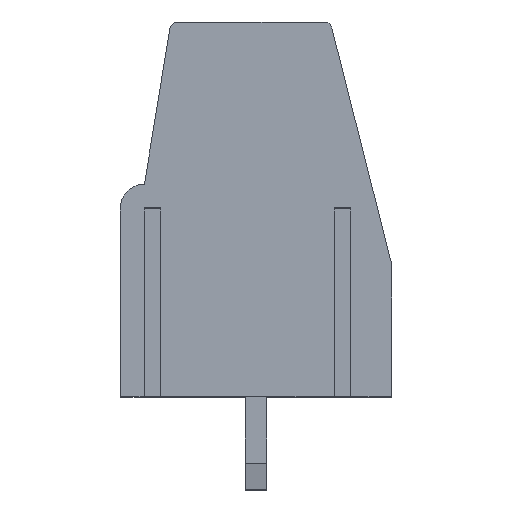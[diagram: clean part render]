
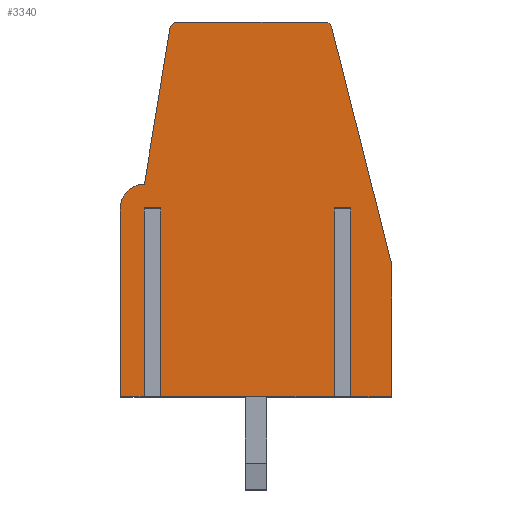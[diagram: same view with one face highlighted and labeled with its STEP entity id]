
A CAD part, top view. The second image highlights one B-rep face of the part: STEP entity #3340.
In plain terms, the highlighted planar face has unit normal (0, 0, 1).
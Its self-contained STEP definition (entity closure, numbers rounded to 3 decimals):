
#3 = CARTESIAN_POINT ( 'NONE',  ( 8.66, 0., -2.54 ) ) ;
#7 = CARTESIAN_POINT ( 'NONE',  ( 10.2, 0., -2.54 ) ) ;
#14 = CARTESIAN_POINT ( 'NONE',  ( 0., 7.1, -2.54 ) ) ;
#27 = EDGE_CURVE ( 'NONE', #3265, #1726, #1126, .T. ) ;
#31 = DIRECTION ( 'NONE',  ( -1., 0., 0. ) ) ;
#33 = VERTEX_POINT ( 'NONE', #7 ) ;
#58 = ORIENTED_EDGE ( 'NONE', *, *, #1717, .F. ) ;
#93 = CARTESIAN_POINT ( 'NONE',  ( 10.2, 5., -2.54 ) ) ;
#139 = CARTESIAN_POINT ( 'NONE',  ( 0., 0., -2.54 ) ) ;
#166 = EDGE_CURVE ( 'NONE', #1988, #33, #2459, .T. ) ;
#171 = LINE ( 'NONE', #756, #2671 ) ;
#203 = VECTOR ( 'NONE', #1569, 1000. ) ;
#244 = DIRECTION ( 'NONE',  ( -1., 0., 0. ) ) ;
#266 = ORIENTED_EDGE ( 'NONE', *, *, #508, .F. ) ;
#329 = CARTESIAN_POINT ( 'NONE',  ( 10.2, 0., -2.54 ) ) ;
#363 = ORIENTED_EDGE ( 'NONE', *, *, #971, .F. ) ;
#377 = VERTEX_POINT ( 'NONE', #2765 ) ;
#394 = DIRECTION ( 'NONE',  ( -1., 0., 0. ) ) ;
#431 = CARTESIAN_POINT ( 'NONE',  ( 8.66, 7.1, -2.54 ) ) ;
#434 = VECTOR ( 'NONE', #1510, 1000. ) ;
#467 = CARTESIAN_POINT ( 'NONE',  ( 1.859, 13.849, -2.54 ) ) ;
#475 = VERTEX_POINT ( 'NONE', #2365 ) ;
#508 = EDGE_CURVE ( 'NONE', #33, #3097, #2078, .T. ) ;
#574 = VERTEX_POINT ( 'NONE', #2938 ) ;
#579 = FACE_OUTER_BOUND ( 'NONE', #2872, .T. ) ;
#589 = CARTESIAN_POINT ( 'NONE',  ( 1.9, 14.1, -2.54 ) ) ;
#647 = ORIENTED_EDGE ( 'NONE', *, *, #2712, .T. ) ;
#682 = CARTESIAN_POINT ( 'NONE',  ( 8.66, 7.1, -2.54 ) ) ;
#692 = DIRECTION ( 'NONE',  ( 1., 0., 0. ) ) ;
#721 = CARTESIAN_POINT ( 'NONE',  ( 7.9, 14.1, -2.54 ) ) ;
#756 = CARTESIAN_POINT ( 'NONE',  ( 1.51, 66.33, -2.54 ) ) ;
#758 = LINE ( 'NONE', #3223, #1484 ) ;
#776 = ORIENTED_EDGE ( 'NONE', *, *, #1327, .F. ) ;
#816 = ORIENTED_EDGE ( 'NONE', *, *, #1634, .F. ) ;
#855 = DIRECTION ( 'NONE',  ( 0., 0., -1. ) ) ;
#890 = DIRECTION ( 'NONE',  ( -1., 0., 0. ) ) ;
#896 = LINE ( 'NONE', #2588, #2904 ) ;
#914 = CIRCLE ( 'NONE', #3150, 0.3 ) ;
#934 = ORIENTED_EDGE ( 'NONE', *, *, #1676, .T. ) ;
#935 = DIRECTION ( 'NONE',  ( -1., 0., 0. ) ) ;
#957 = CARTESIAN_POINT ( 'NONE',  ( 0.9, 7.1, -2.54 ) ) ;
#971 = EDGE_CURVE ( 'NONE', #3336, #574, #1621, .T. ) ;
#979 = CARTESIAN_POINT ( 'NONE',  ( 10.2, 5., -2.54 ) ) ;
#1036 = ORIENTED_EDGE ( 'NONE', *, *, #3028, .F. ) ;
#1126 = LINE ( 'NONE', #589, #2410 ) ;
#1151 = ORIENTED_EDGE ( 'NONE', *, *, #2997, .F. ) ;
#1184 = VECTOR ( 'NONE', #2198, 1000. ) ;
#1220 = CARTESIAN_POINT ( 'NONE',  ( 2.155, 14.1, -2.54 ) ) ;
#1229 = VERTEX_POINT ( 'NONE', #682 ) ;
#1262 = LINE ( 'NONE', #1316, #2558 ) ;
#1264 = VERTEX_POINT ( 'NONE', #2882 ) ;
#1316 = CARTESIAN_POINT ( 'NONE',  ( 0.9, 8., -2.54 ) ) ;
#1327 = EDGE_CURVE ( 'NONE', #475, #1617, #1262, .T. ) ;
#1359 = VECTOR ( 'NONE', #2811, 1000. ) ;
#1372 = CARTESIAN_POINT ( 'NONE',  ( 8.04, 0., -2.54 ) ) ;
#1381 = VERTEX_POINT ( 'NONE', #1794 ) ;
#1400 = DIRECTION ( 'NONE',  ( 0., 0., 1. ) ) ;
#1484 = VECTOR ( 'NONE', #3188, 1000. ) ;
#1510 = DIRECTION ( 'NONE',  ( 0., -1., 0. ) ) ;
#1525 = DIRECTION ( 'NONE',  ( 0., 1., 0. ) ) ;
#1543 = DIRECTION ( 'NONE',  ( 0.162, 0.987, 0. ) ) ;
#1569 = DIRECTION ( 'NONE',  ( -1., 0., 0. ) ) ;
#1617 = VERTEX_POINT ( 'NONE', #467 ) ;
#1621 = LINE ( 'NONE', #2478, #1184 ) ;
#1634 = EDGE_CURVE ( 'NONE', #1264, #3336, #3153, .T. ) ;
#1676 = EDGE_CURVE ( 'NONE', #2250, #574, #171, .T. ) ;
#1717 = EDGE_CURVE ( 'NONE', #2331, #475, #2790, .T. ) ;
#1726 = VERTEX_POINT ( 'NONE', #2693 ) ;
#1734 = CARTESIAN_POINT ( 'NONE',  ( 2.155, 13.8, -2.54 ) ) ;
#1751 = VECTOR ( 'NONE', #890, 1000. ) ;
#1779 = LINE ( 'NONE', #139, #1875 ) ;
#1794 = CARTESIAN_POINT ( 'NONE',  ( 7.957, 13.874, -2.54 ) ) ;
#1798 = CARTESIAN_POINT ( 'NONE',  ( 1.51, 7.1, -2.54 ) ) ;
#1808 = CARTESIAN_POINT ( 'NONE',  ( 0.89, 0., -2.54 ) ) ;
#1820 = EDGE_CURVE ( 'NONE', #3045, #1976, #2793, .T. ) ;
#1832 = ORIENTED_EDGE ( 'NONE', *, *, #2048, .F. ) ;
#1843 = LINE ( 'NONE', #721, #2064 ) ;
#1875 = VECTOR ( 'NONE', #1525, 1000. ) ;
#1886 = DIRECTION ( 'NONE',  ( 1., 0., 0. ) ) ;
#1976 = VERTEX_POINT ( 'NONE', #3165 ) ;
#1988 = VERTEX_POINT ( 'NONE', #93 ) ;
#2048 = EDGE_CURVE ( 'NONE', #2250, #377, #896, .T. ) ;
#2057 = DIRECTION ( 'NONE',  ( 0., 0., -1. ) ) ;
#2058 = DIRECTION ( 'NONE',  ( 0.245, -0.97, 0. ) ) ;
#2064 = VECTOR ( 'NONE', #2058, 1000. ) ;
#2078 = LINE ( 'NONE', #2394, #3399 ) ;
#2098 = EDGE_CURVE ( 'NONE', #3265, #1617, #2566, .T. ) ;
#2169 = CARTESIAN_POINT ( 'NONE',  ( 7.666, 13.8, -2.54 ) ) ;
#2198 = DIRECTION ( 'NONE',  ( -1., 0., 0. ) ) ;
#2250 = VERTEX_POINT ( 'NONE', #1798 ) ;
#2331 = VERTEX_POINT ( 'NONE', #14 ) ;
#2357 = ORIENTED_EDGE ( 'NONE', *, *, #2098, .T. ) ;
#2365 = CARTESIAN_POINT ( 'NONE',  ( 0.9, 8., -2.54 ) ) ;
#2394 = CARTESIAN_POINT ( 'NONE',  ( 10.2, 0., -2.54 ) ) ;
#2410 = VECTOR ( 'NONE', #1886, 1000. ) ;
#2421 = ORIENTED_EDGE ( 'NONE', *, *, #3039, .F. ) ;
#2459 = LINE ( 'NONE', #979, #2650 ) ;
#2478 = CARTESIAN_POINT ( 'NONE',  ( 10.2, 0., -2.54 ) ) ;
#2548 = ORIENTED_EDGE ( 'NONE', *, *, #27, .F. ) ;
#2558 = VECTOR ( 'NONE', #1543, 1000. ) ;
#2566 = CIRCLE ( 'NONE', #3144, 0.3 ) ;
#2588 = CARTESIAN_POINT ( 'NONE',  ( 1.51, 7.1, -2.54 ) ) ;
#2610 = DIRECTION ( 'NONE',  ( 0., -1., 0. ) ) ;
#2619 = DIRECTION ( 'NONE',  ( 0., 0., 1. ) ) ;
#2622 = AXIS2_PLACEMENT_3D ( 'NONE', #957, #2057, #692 ) ;
#2648 = DIRECTION ( 'NONE',  ( -1., 0., 0. ) ) ;
#2650 = VECTOR ( 'NONE', #3252, 1000. ) ;
#2671 = VECTOR ( 'NONE', #2610, 1000. ) ;
#2693 = CARTESIAN_POINT ( 'NONE',  ( 7.666, 14.1, -2.54 ) ) ;
#2712 = EDGE_CURVE ( 'NONE', #1381, #1726, #914, .T. ) ;
#2765 = CARTESIAN_POINT ( 'NONE',  ( 0.89, 7.1, -2.54 ) ) ;
#2788 = LINE ( 'NONE', #2827, #1359 ) ;
#2790 = CIRCLE ( 'NONE', #2622, 0.9 ) ;
#2793 = LINE ( 'NONE', #329, #1751 ) ;
#2797 = PLANE ( 'NONE',  #3452 ) ;
#2811 = DIRECTION ( 'NONE',  ( 0., -1., 0. ) ) ;
#2827 = CARTESIAN_POINT ( 'NONE',  ( 8.66, 66.33, -2.54 ) ) ;
#2854 = EDGE_CURVE ( 'NONE', #1229, #3097, #2788, .T. ) ;
#2872 = EDGE_LOOP ( 'NONE', ( #1832, #934, #363, #816, #3107, #3283, #266, #3405, #2421, #647, #2548, #2357, #776, #58, #1151, #3430, #1036 ) ) ;
#2882 = CARTESIAN_POINT ( 'NONE',  ( 8.04, 7.1, -2.54 ) ) ;
#2904 = VECTOR ( 'NONE', #935, 1000. ) ;
#2938 = CARTESIAN_POINT ( 'NONE',  ( 1.51, 0., -2.54 ) ) ;
#2946 = EDGE_CURVE ( 'NONE', #1229, #1264, #3172, .T. ) ;
#2997 = EDGE_CURVE ( 'NONE', #1976, #2331, #1779, .T. ) ;
#3028 = EDGE_CURVE ( 'NONE', #377, #3045, #758, .T. ) ;
#3039 = EDGE_CURVE ( 'NONE', #1381, #1988, #1843, .T. ) ;
#3045 = VERTEX_POINT ( 'NONE', #1808 ) ;
#3097 = VERTEX_POINT ( 'NONE', #3 ) ;
#3107 = ORIENTED_EDGE ( 'NONE', *, *, #2946, .F. ) ;
#3144 = AXIS2_PLACEMENT_3D ( 'NONE', #1734, #2619, #394 ) ;
#3150 = AXIS2_PLACEMENT_3D ( 'NONE', #2169, #1400, #244 ) ;
#3153 = LINE ( 'NONE', #3206, #434 ) ;
#3165 = CARTESIAN_POINT ( 'NONE',  ( 0., 0., -2.54 ) ) ;
#3172 = LINE ( 'NONE', #431, #203 ) ;
#3188 = DIRECTION ( 'NONE',  ( 0., -1., 0. ) ) ;
#3206 = CARTESIAN_POINT ( 'NONE',  ( 8.04, 66.33, -2.54 ) ) ;
#3223 = CARTESIAN_POINT ( 'NONE',  ( 0.89, 66.33, -2.54 ) ) ;
#3252 = DIRECTION ( 'NONE',  ( 0., -1., 0. ) ) ;
#3265 = VERTEX_POINT ( 'NONE', #1220 ) ;
#3283 = ORIENTED_EDGE ( 'NONE', *, *, #2854, .T. ) ;
#3336 = VERTEX_POINT ( 'NONE', #1372 ) ;
#3340 = ADVANCED_FACE ( 'NONE', ( #579 ), #2797, .F. ) ;
#3399 = VECTOR ( 'NONE', #2648, 1000. ) ;
#3405 = ORIENTED_EDGE ( 'NONE', *, *, #166, .F. ) ;
#3430 = ORIENTED_EDGE ( 'NONE', *, *, #1820, .F. ) ;
#3452 = AXIS2_PLACEMENT_3D ( 'NONE', #3576, #855, #31 ) ;
#3576 = CARTESIAN_POINT ( 'NONE',  ( 0.9, 7.1, -2.54 ) ) ;
